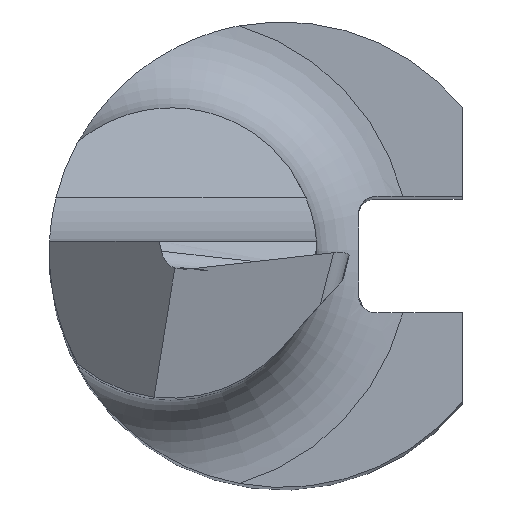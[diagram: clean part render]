
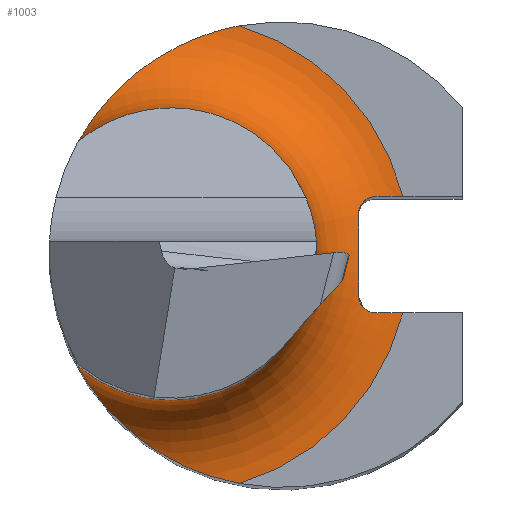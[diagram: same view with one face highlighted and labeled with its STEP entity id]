
A CAD part, top view. The second image highlights one B-rep face of the part: STEP entity #1003.
In plain terms, the highlighted toroidal (fillet/blend) face has major radius 2.05 mm and minor radius 0.8 mm.
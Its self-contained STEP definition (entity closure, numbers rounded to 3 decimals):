
#13 = EDGE_CURVE ( 'NONE', #754, #418, #846, .T. ) ;
#39 = ORIENTED_EDGE ( 'NONE', *, *, #228, .F. ) ;
#41 = CARTESIAN_POINT ( 'NONE',  ( -1.758, -0.954, 14.551 ) ) ;
#58 = CARTESIAN_POINT ( 'NONE',  ( 0.674, -0.43, 13.841 ) ) ;
#62 = ORIENTED_EDGE ( 'NONE', *, *, #312, .F. ) ;
#66 = VERTEX_POINT ( 'NONE', #194 ) ;
#127 = CARTESIAN_POINT ( 'NONE',  ( 0.728, -0.484, 13.81 ) ) ;
#135 = B_SPLINE_CURVE_WITH_KNOTS ( 'NONE', 3,
 ( #817, #396, #919, #923, #654, #636, #642, #826, #300, #465, #566, #1019 ),
 .UNSPECIFIED., .F., .F.,
 ( 4, 2, 2, 2, 2, 4 ),
 ( 0., 0.001, 0.001, 0.002, 0.002, 0.002 ),
 .UNSPECIFIED. ) ;
#146 = EDGE_CURVE ( 'NONE', #204, #167, #699, .T. ) ;
#154 = FACE_OUTER_BOUND ( 'NONE', #1128, .T. ) ;
#167 = VERTEX_POINT ( 'NONE', #372 ) ;
#169 = CARTESIAN_POINT ( 'NONE',  ( 1.038, -0.5, 13.751 ) ) ;
#177 = CARTESIAN_POINT ( 'NONE',  ( -1.515, 1.314, 14.04 ) ) ;
#181 = CARTESIAN_POINT ( 'NONE',  ( -1.408, 1.43, 13.968 ) ) ;
#194 = CARTESIAN_POINT ( 'NONE',  ( 0.806, 0.5, 13.783 ) ) ;
#195 = CARTESIAN_POINT ( 'NONE',  ( 0.728, 0.484, 13.81 ) ) ;
#200 = EDGE_CURVE ( 'NONE', #732, #525, #854, .T. ) ;
#204 = VERTEX_POINT ( 'NONE', #41 ) ;
#216 = CARTESIAN_POINT ( 'NONE',  ( 0.999, 0.5, 13.751 ) ) ;
#218 = EDGE_CURVE ( 'NONE', #525, #204, #135, .T. ) ;
#228 = EDGE_CURVE ( 'NONE', #483, #732, #341, .T. ) ;
#232 = CARTESIAN_POINT ( 'NONE',  ( 1.038, 0.5, 13.751 ) ) ;
#235 = CARTESIAN_POINT ( 'NONE',  ( 0.999, -0.5, 13.751 ) ) ;
#238 = CARTESIAN_POINT ( 'NONE',  ( -0.95, 0., 13.751 ) ) ;
#240 = VERTEX_POINT ( 'NONE', #648 ) ;
#241 = ORIENTED_EDGE ( 'NONE', *, *, #13, .F. ) ;
#260 = ORIENTED_EDGE ( 'NONE', *, *, #847, .F. ) ;
#300 = CARTESIAN_POINT ( 'NONE',  ( -1.681, -1.085, 14.246 ) ) ;
#312 = EDGE_CURVE ( 'NONE', #167, #240, #706, .T. ) ;
#315 = CARTESIAN_POINT ( 'NONE',  ( 0.844, -0.5, 13.773 ) ) ;
#332 = CARTESIAN_POINT ( 'NONE',  ( -1.681, 1.085, 14.245 ) ) ;
#338 = AXIS2_PLACEMENT_3D ( 'NONE', #892, #710, #444 ) ;
#340 = CARTESIAN_POINT ( 'NONE',  ( -0.368, 1.966, 13.751 ) ) ;
#341 = B_SPLINE_CURVE_WITH_KNOTS ( 'NONE', 3,
 ( #392, #315, #749, #235, #382 ),
 .UNSPECIFIED., .F., .F.,
 ( 4, 1, 4 ),
 ( 0., 0., 0. ),
 .UNSPECIFIED. ) ;
#353 = ORIENTED_EDGE ( 'NONE', *, *, #146, .F. ) ;
#359 = CARTESIAN_POINT ( 'NONE',  ( 0.806, 0.5, 13.783 ) ) ;
#363 = CARTESIAN_POINT ( 'NONE',  ( 0.657, 0.391, 13.856 ) ) ;
#372 = CARTESIAN_POINT ( 'NONE',  ( -1.758, 0.954, 14.551 ) ) ;
#382 = CARTESIAN_POINT ( 'NONE',  ( 1.038, -0.5, 13.751 ) ) ;
#391 = CARTESIAN_POINT ( 'NONE',  ( 0.921, 0.5, 13.757 ) ) ;
#392 = CARTESIAN_POINT ( 'NONE',  ( 0.806, -0.5, 13.783 ) ) ;
#395 = CARTESIAN_POINT ( 'NONE',  ( 0.657, -0.391, 13.856 ) ) ;
#396 = CARTESIAN_POINT ( 'NONE',  ( -0.54, -1.934, 13.751 ) ) ;
#418 = VERTEX_POINT ( 'NONE', #497 ) ;
#436 = CARTESIAN_POINT ( 'NONE',  ( 0.658, 0.233, 13.876 ) ) ;
#438 = CARTESIAN_POINT ( 'NONE',  ( -0.368, -1.966, 13.751 ) ) ;
#440 = AXIS2_PLACEMENT_3D ( 'NONE', #238, #859, #694 ) ;
#444 = DIRECTION ( 'NONE',  ( -1., 0., 0. ) ) ;
#451 = CARTESIAN_POINT ( 'NONE',  ( 0.806, -0.5, 13.783 ) ) ;
#465 = CARTESIAN_POINT ( 'NONE',  ( -1.738, -0.991, 14.381 ) ) ;
#474 = EDGE_CURVE ( 'NONE', #754, #66, #515, .T. ) ;
#475 = CARTESIAN_POINT ( 'NONE',  ( 0.806, 0.5, 13.783 ) ) ;
#483 = VERTEX_POINT ( 'NONE', #451 ) ;
#493 = DIRECTION ( 'NONE',  ( 0., 0., -1. ) ) ;
#497 = CARTESIAN_POINT ( 'NONE',  ( 0.657, -0.35, 13.861 ) ) ;
#498 = CARTESIAN_POINT ( 'NONE',  ( 0.658, 0., 13.894 ) ) ;
#513 = CARTESIAN_POINT ( 'NONE',  ( 0.657, 0.35, 13.861 ) ) ;
#515 = B_SPLINE_CURVE_WITH_KNOTS ( 'NONE', 3,
 ( #536, #363, #712, #195, #891, #359 ),
 .UNSPECIFIED., .F., .F.,
 ( 4, 2, 4 ),
 ( 0., 0., 0. ),
 .UNSPECIFIED. ) ;
#521 = AXIS2_PLACEMENT_3D ( 'NONE', #1029, #493, #1127 ) ;
#525 = VERTEX_POINT ( 'NONE', #438 ) ;
#536 = CARTESIAN_POINT ( 'NONE',  ( 0.657, 0.35, 13.861 ) ) ;
#566 = CARTESIAN_POINT ( 'NONE',  ( -1.758, -0.954, 14.463 ) ) ;
#568 = CIRCLE ( 'NONE', #440, 2.05 ) ;
#588 = CARTESIAN_POINT ( 'NONE',  ( 0.658, -0.233, 13.876 ) ) ;
#613 = CARTESIAN_POINT ( 'NONE',  ( -1.738, 0.991, 14.382 ) ) ;
#627 = EDGE_CURVE ( 'NONE', #66, #855, #1088, .T. ) ;
#629 = DIRECTION ( 'NONE',  ( 0., 0., 1. ) ) ;
#636 = CARTESIAN_POINT ( 'NONE',  ( -1.406, -1.431, 13.967 ) ) ;
#642 = CARTESIAN_POINT ( 'NONE',  ( -1.515, -1.313, 14.04 ) ) ;
#648 = CARTESIAN_POINT ( 'NONE',  ( -0.368, 1.966, 13.751 ) ) ;
#649 = ORIENTED_EDGE ( 'NONE', *, *, #627, .T. ) ;
#653 = CARTESIAN_POINT ( 'NONE',  ( 0.806, -0.5, 13.783 ) ) ;
#654 = CARTESIAN_POINT ( 'NONE',  ( -1.156, -1.64, 13.854 ) ) ;
#673 = CARTESIAN_POINT ( 'NONE',  ( -1.758, 0.954, 14.463 ) ) ;
#694 = DIRECTION ( 'NONE',  ( -1., 0., 0. ) ) ;
#695 = CARTESIAN_POINT ( 'NONE',  ( -0.703, 1.88, 13.763 ) ) ;
#696 = CARTESIAN_POINT ( 'NONE',  ( 0.657, -0.35, 13.861 ) ) ;
#699 = CIRCLE ( 'NONE', #970, 1.25 ) ;
#706 = B_SPLINE_CURVE_WITH_KNOTS ( 'NONE', 3,
 ( #1130, #673, #613, #332, #1135, #177, #181, #875, #1045, #695, #1064, #340 ),
 .UNSPECIFIED., .F., .F.,
 ( 4, 2, 2, 2, 2, 4 ),
 ( 0., 0., 0.001, 0.001, 0.002, 0.002 ),
 .UNSPECIFIED. ) ;
#710 = DIRECTION ( 'NONE',  ( 0., 0., -1. ) ) ;
#711 = EDGE_CURVE ( 'NONE', #483, #418, #1097, .T. ) ;
#712 = CARTESIAN_POINT ( 'NONE',  ( 0.674, 0.43, 13.841 ) ) ;
#732 = VERTEX_POINT ( 'NONE', #169 ) ;
#749 = CARTESIAN_POINT ( 'NONE',  ( 0.921, -0.5, 13.757 ) ) ;
#754 = VERTEX_POINT ( 'NONE', #783 ) ;
#755 = CARTESIAN_POINT ( 'NONE',  ( 0.657, -0.35, 13.861 ) ) ;
#761 = ORIENTED_EDGE ( 'NONE', *, *, #200, .F. ) ;
#780 = ORIENTED_EDGE ( 'NONE', *, *, #218, .F. ) ;
#783 = CARTESIAN_POINT ( 'NONE',  ( 0.657, 0.35, 13.861 ) ) ;
#814 = DIRECTION ( 'NONE',  ( -1., 0., 0. ) ) ;
#817 = CARTESIAN_POINT ( 'NONE',  ( -0.368, -1.966, 13.751 ) ) ;
#826 = CARTESIAN_POINT ( 'NONE',  ( -1.644, -1.142, 14.189 ) ) ;
#828 = ORIENTED_EDGE ( 'NONE', *, *, #474, .T. ) ;
#843 = CARTESIAN_POINT ( 'NONE',  ( 0.766, -0.5, 13.795 ) ) ;
#846 = B_SPLINE_CURVE_WITH_KNOTS ( 'NONE', 3,
 ( #513, #436, #498, #588, #696 ),
 .UNSPECIFIED., .F., .F.,
 ( 4, 1, 4 ),
 ( 0., 0.001, 0.001 ),
 .UNSPECIFIED. ) ;
#847 = EDGE_CURVE ( 'NONE', #240, #855, #568, .T. ) ;
#854 = CIRCLE ( 'NONE', #338, 2.05 ) ;
#855 = VERTEX_POINT ( 'NONE', #1063 ) ;
#859 = DIRECTION ( 'NONE',  ( 0., 0., -1. ) ) ;
#875 = CARTESIAN_POINT ( 'NONE',  ( -1.156, 1.641, 13.854 ) ) ;
#880 = TOROIDAL_SURFACE ( 'NONE', #521, 2.05, 0.8 ) ;
#891 = CARTESIAN_POINT ( 'NONE',  ( 0.766, 0.5, 13.795 ) ) ;
#892 = CARTESIAN_POINT ( 'NONE',  ( -0.95, 0., 13.751 ) ) ;
#919 = CARTESIAN_POINT ( 'NONE',  ( -0.703, -1.88, 13.763 ) ) ;
#923 = CARTESIAN_POINT ( 'NONE',  ( -1.013, -1.733, 13.814 ) ) ;
#927 = CARTESIAN_POINT ( 'NONE',  ( 0.844, 0.5, 13.773 ) ) ;
#970 = AXIS2_PLACEMENT_3D ( 'NONE', #1071, #629, #814 ) ;
#1003 = ADVANCED_FACE ( 'NONE', ( #154 ), #880, .F. ) ;
#1019 = CARTESIAN_POINT ( 'NONE',  ( -1.758, -0.954, 14.551 ) ) ;
#1029 = CARTESIAN_POINT ( 'NONE',  ( -0.95, 0., 14.551 ) ) ;
#1045 = CARTESIAN_POINT ( 'NONE',  ( -1.013, 1.733, 13.814 ) ) ;
#1063 = CARTESIAN_POINT ( 'NONE',  ( 1.038, 0.5, 13.751 ) ) ;
#1064 = CARTESIAN_POINT ( 'NONE',  ( -0.54, 1.934, 13.751 ) ) ;
#1071 = CARTESIAN_POINT ( 'NONE',  ( -0.95, 0., 14.551 ) ) ;
#1088 = B_SPLINE_CURVE_WITH_KNOTS ( 'NONE', 3,
 ( #475, #927, #391, #216, #232 ),
 .UNSPECIFIED., .F., .F.,
 ( 4, 1, 4 ),
 ( 0., 0., 0. ),
 .UNSPECIFIED. ) ;
#1097 = B_SPLINE_CURVE_WITH_KNOTS ( 'NONE', 3,
 ( #653, #843, #127, #58, #395, #755 ),
 .UNSPECIFIED., .F., .F.,
 ( 4, 2, 4 ),
 ( 0., 0., 0. ),
 .UNSPECIFIED. ) ;
#1127 = DIRECTION ( 'NONE',  ( -1., 0., 0. ) ) ;
#1128 = EDGE_LOOP ( 'NONE', ( #241, #828, #649, #260, #62, #353, #780, #761, #39, #1134 ) ) ;
#1130 = CARTESIAN_POINT ( 'NONE',  ( -1.758, 0.954, 14.551 ) ) ;
#1134 = ORIENTED_EDGE ( 'NONE', *, *, #711, .T. ) ;
#1135 = CARTESIAN_POINT ( 'NONE',  ( -1.644, 1.141, 14.19 ) ) ;
